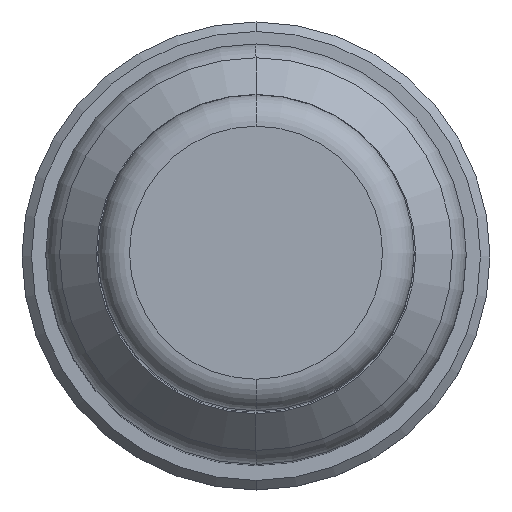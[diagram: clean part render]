
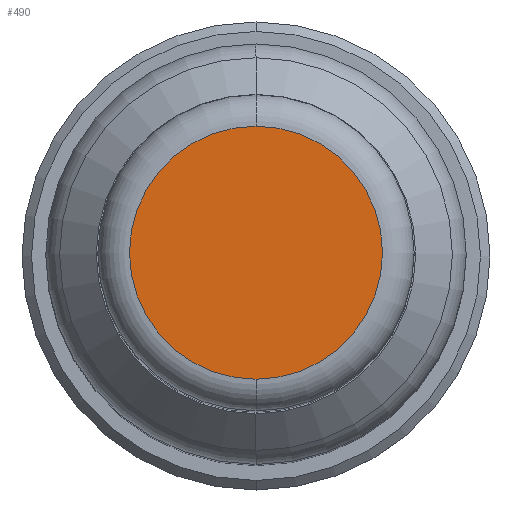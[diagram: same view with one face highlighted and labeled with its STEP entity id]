
A CAD part, top view. The second image highlights one B-rep face of the part: STEP entity #490.
In plain terms, the highlighted planar face has unit normal (0, 0, 1).
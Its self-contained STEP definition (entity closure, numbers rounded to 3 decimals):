
#23=CARTESIAN_POINT('',(0.,0.,0.));
#24=DIRECTION('',(0.,0.,1.));
#25=DIRECTION('',(0.,1.,0.));
#26=AXIS2_PLACEMENT_3D('',#23,#24,#25);
#28=CARTESIAN_POINT('',(0.,0.,0.));
#29=DIRECTION('',(0.,0.,1.));
#30=DIRECTION('',(0.,-1.,0.));
#31=AXIS2_PLACEMENT_3D('',#28,#29,#30);
#449=CARTESIAN_POINT('',(0.,4.,0.));
#450=CARTESIAN_POINT('',(0.,-4.,0.));
#451=VERTEX_POINT('',#449);
#452=VERTEX_POINT('',#450);
#479=CARTESIAN_POINT('',(0.,0.,0.));
#480=DIRECTION('',(0.,0.,-1.));
#481=DIRECTION('',(0.,-1.,0.));
#482=AXIS2_PLACEMENT_3D('',#479,#480,#481);
#483=PLANE('',#482);
#485=ORIENTED_EDGE('',*,*,#484,.F.);
#487=ORIENTED_EDGE('',*,*,#486,.F.);
#488=EDGE_LOOP('',(#485,#487));
#489=FACE_OUTER_BOUND('',#488,.F.);
#27=CIRCLE('',#26,4.);
#32=CIRCLE('',#31,4.);
#484=EDGE_CURVE('',#451,#452,#27,.T.);
#486=EDGE_CURVE('',#452,#451,#32,.T.);
#490=ADVANCED_FACE('',(#489),#483,.F.);
